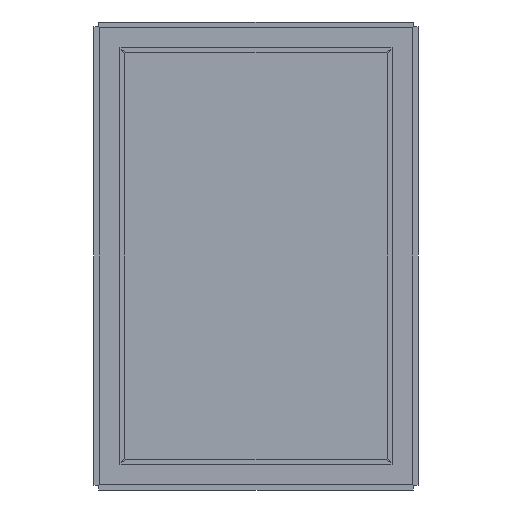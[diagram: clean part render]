
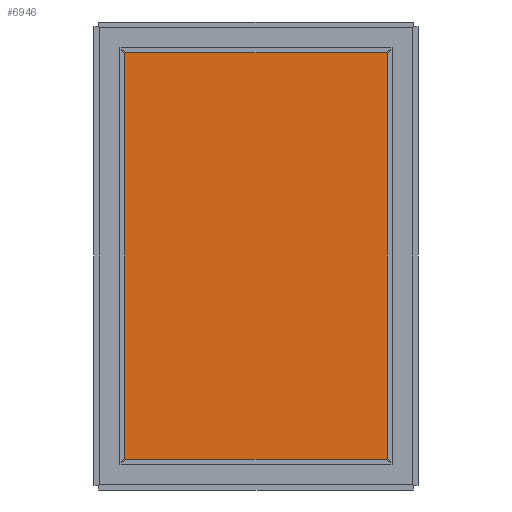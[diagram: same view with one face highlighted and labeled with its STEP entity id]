
A CAD part, front view. The second image highlights one B-rep face of the part: STEP entity #6946.
In plain terms, the highlighted planar face has unit normal (0, -1, 0).
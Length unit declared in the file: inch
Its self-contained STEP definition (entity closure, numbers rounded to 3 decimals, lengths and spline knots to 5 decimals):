
#340 = ORIENTED_EDGE ( 'NONE', *, *, #3426, .F. ) ;
#603 = CARTESIAN_POINT ( 'NONE',  ( -7.9375, 0.325, -11.9375 ) ) ;
#1285 = CARTESIAN_POINT ( 'NONE',  ( 7.9375, 0.325, -11.9375 ) ) ;
#1899 = VECTOR ( 'NONE', #12245, 39.37008 ) ;
#2384 = EDGE_LOOP ( 'NONE', ( #5963, #13504, #8512, #340 ) ) ;
#2673 = DIRECTION ( 'NONE',  ( 0., 0., 1. ) ) ;
#3074 = CARTESIAN_POINT ( 'NONE',  ( 7.9375, 0.325, 11.9375 ) ) ;
#3238 = PLANE ( 'NONE',  #5108 ) ;
#3426 = EDGE_CURVE ( 'NONE', #13256, #3995, #13827, .T. ) ;
#3445 = VERTEX_POINT ( 'NONE', #11209 ) ;
#3887 = CARTESIAN_POINT ( 'NONE',  ( 7.9375, 0.325, -11.9375 ) ) ;
#3995 = VERTEX_POINT ( 'NONE', #3887 ) ;
#4015 = CARTESIAN_POINT ( 'NONE',  ( 7.9375, 0.325, 11.9375 ) ) ;
#4851 = VECTOR ( 'NONE', #2673, 39.37008 ) ;
#5011 = VERTEX_POINT ( 'NONE', #13875 ) ;
#5108 = AXIS2_PLACEMENT_3D ( 'NONE', #9695, #7684, #12919 ) ;
#5592 = LINE ( 'NONE', #1285, #1899 ) ;
#5963 = ORIENTED_EDGE ( 'NONE', *, *, #12342, .F. ) ;
#6119 = VECTOR ( 'NONE', #12751, 39.37008 ) ;
#6946 = ADVANCED_FACE ( 'NONE', ( #12838 ), #3238, .F. ) ;
#7043 = LINE ( 'NONE', #11634, #13099 ) ;
#7684 = DIRECTION ( 'NONE',  ( 0., 1., 0. ) ) ;
#8356 = LINE ( 'NONE', #603, #4851 ) ;
#8426 = EDGE_CURVE ( 'NONE', #3995, #3445, #5592, .T. ) ;
#8512 = ORIENTED_EDGE ( 'NONE', *, *, #8426, .F. ) ;
#9695 = CARTESIAN_POINT ( 'NONE',  ( 7.9375, 0.325, -11.9375 ) ) ;
#11209 = CARTESIAN_POINT ( 'NONE',  ( -7.9375, 0.325, -11.9375 ) ) ;
#11417 = DIRECTION ( 'NONE',  ( 1., 0., 0. ) ) ;
#11634 = CARTESIAN_POINT ( 'NONE',  ( -7.9375, 0.325, 11.9375 ) ) ;
#12245 = DIRECTION ( 'NONE',  ( -1., 0., 0. ) ) ;
#12339 = EDGE_CURVE ( 'NONE', #3445, #5011, #8356, .T. ) ;
#12342 = EDGE_CURVE ( 'NONE', #5011, #13256, #7043, .T. ) ;
#12751 = DIRECTION ( 'NONE',  ( 0., 0., -1. ) ) ;
#12838 = FACE_OUTER_BOUND ( 'NONE', #2384, .T. ) ;
#12919 = DIRECTION ( 'NONE',  ( 0., 0., -1. ) ) ;
#13099 = VECTOR ( 'NONE', #11417, 39.37008 ) ;
#13256 = VERTEX_POINT ( 'NONE', #3074 ) ;
#13504 = ORIENTED_EDGE ( 'NONE', *, *, #12339, .F. ) ;
#13827 = LINE ( 'NONE', #4015, #6119 ) ;
#13875 = CARTESIAN_POINT ( 'NONE',  ( -7.9375, 0.325, 11.9375 ) ) ;
